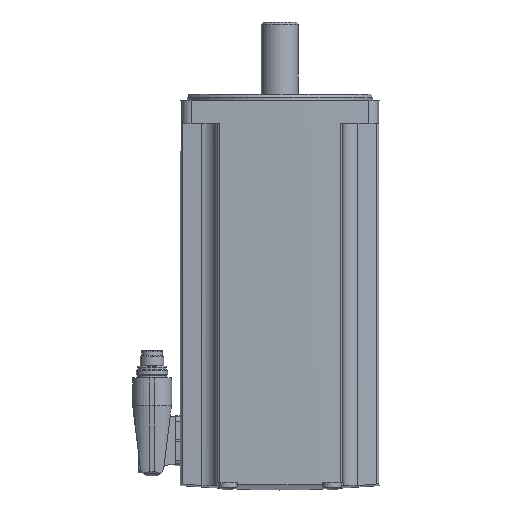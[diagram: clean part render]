
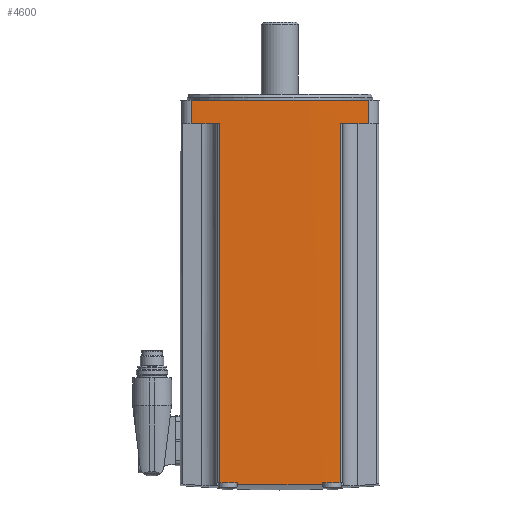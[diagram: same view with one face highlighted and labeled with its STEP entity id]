
A CAD part, left-side view. The second image highlights one B-rep face of the part: STEP entity #4600.
In plain terms, the highlighted cylindrical face has radius 1250.5 mm (diameter 2501 mm), a partial arc.
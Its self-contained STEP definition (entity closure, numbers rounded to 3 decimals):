
#89=B_SPLINE_CURVE_WITH_KNOTS('',3,(#7137,#7138,#7139,#7140),
 .UNSPECIFIED.,.F.,.F.,(4,4),(0.009,0.053),
 .UNSPECIFIED.);
#134=LINE('',#7114,#431);
#136=LINE('',#7120,#433);
#137=LINE('',#7125,#434);
#138=LINE('',#7129,#435);
#139=LINE('',#7130,#436);
#140=LINE('',#7135,#437);
#431=VECTOR('',#5575,1000.);
#433=VECTOR('',#5581,1000.);
#434=VECTOR('',#5584,1000.);
#435=VECTOR('',#5587,1000.);
#436=VECTOR('',#5588,1000.);
#437=VECTOR('',#5593,1000.);
#729=CYLINDRICAL_SURFACE('',#4937,1250.5);
#876=ORIENTED_EDGE('',*,*,#2184,.F.);
#877=ORIENTED_EDGE('',*,*,#2185,.F.);
#878=ORIENTED_EDGE('',*,*,#2186,.T.);
#879=ORIENTED_EDGE('',*,*,#2187,.T.);
#880=ORIENTED_EDGE('',*,*,#2188,.F.);
#881=ORIENTED_EDGE('',*,*,#2168,.F.);
#882=ORIENTED_EDGE('',*,*,#2189,.T.);
#883=ORIENTED_EDGE('',*,*,#2190,.T.);
#884=ORIENTED_EDGE('',*,*,#2181,.F.);
#885=ORIENTED_EDGE('',*,*,#2191,.F.);
#886=ORIENTED_EDGE('',*,*,#2192,.F.);
#887=ORIENTED_EDGE('',*,*,#2193,.T.);
#2168=EDGE_CURVE('',#2822,#2823,#3294,.T.);
#2181=EDGE_CURVE('',#2834,#2836,#134,.T.);
#2184=EDGE_CURVE('',#2838,#2839,#136,.F.);
#2185=EDGE_CURVE('',#2840,#2838,#3308,.F.);
#2186=EDGE_CURVE('',#2840,#2841,#137,.T.);
#2187=EDGE_CURVE('',#2841,#2842,#3309,.T.);
#2188=EDGE_CURVE('',#2823,#2842,#138,.T.);
#2189=EDGE_CURVE('',#2822,#2843,#139,.T.);
#2190=EDGE_CURVE('',#2843,#2836,#3310,.T.);
#2191=EDGE_CURVE('',#2844,#2834,#3311,.F.);
#2192=EDGE_CURVE('',#2845,#2844,#140,.T.);
#2193=EDGE_CURVE('',#2845,#2839,#89,.T.);
#2822=VERTEX_POINT('',#7086);
#2823=VERTEX_POINT('',#7088);
#2834=VERTEX_POINT('',#7112);
#2836=VERTEX_POINT('',#7115);
#2838=VERTEX_POINT('',#7121);
#2839=VERTEX_POINT('',#7122);
#2840=VERTEX_POINT('',#7124);
#2841=VERTEX_POINT('',#7126);
#2842=VERTEX_POINT('',#7128);
#2843=VERTEX_POINT('',#7131);
#2844=VERTEX_POINT('',#7134);
#2845=VERTEX_POINT('',#7136);
#3294=CIRCLE('',#4922,1250.5);
#3308=CIRCLE('',#4938,1250.5);
#3309=CIRCLE('',#4939,1250.5);
#3310=CIRCLE('',#4940,1250.5);
#3311=CIRCLE('',#4941,1250.5);
#3585=EDGE_LOOP('',(#876,#877,#878,#879,#880,#881,#882,#883,#884,#885,#886,
#887));
#4026=FACE_BOUND('',#3585,.T.);
#4600=ADVANCED_FACE('',(#4026),#729,.T.);
#4922=AXIS2_PLACEMENT_3D('',#7087,#5547,#5548);
#4937=AXIS2_PLACEMENT_3D('',#7119,#5579,#5580);
#4938=AXIS2_PLACEMENT_3D('',#7123,#5582,#5583);
#4939=AXIS2_PLACEMENT_3D('',#7127,#5585,#5586);
#4940=AXIS2_PLACEMENT_3D('',#7132,#5589,#5590);
#4941=AXIS2_PLACEMENT_3D('',#7133,#5591,#5592);
#5547=DIRECTION('',(0.,0.,1.));
#5548=DIRECTION('',(1.,0.,0.));
#5575=DIRECTION('',(0.,0.,1.));
#5579=DIRECTION('',(0.,0.,1.));
#5580=DIRECTION('',(1.,0.,0.));
#5581=DIRECTION('',(0.,0.,1.));
#5582=DIRECTION('',(0.,0.,1.));
#5583=DIRECTION('',(1.,0.,0.));
#5584=DIRECTION('',(0.,0.,1.));
#5585=DIRECTION('',(0.,0.,1.));
#5586=DIRECTION('',(1.,0.,0.));
#5587=DIRECTION('',(0.,0.,-1.));
#5588=DIRECTION('',(0.,0.,-1.));
#5589=DIRECTION('',(0.,0.,1.));
#5590=DIRECTION('',(1.,0.,0.));
#5591=DIRECTION('',(0.,0.,1.));
#5592=DIRECTION('',(1.,0.,0.));
#5593=DIRECTION('',(0.,0.,1.));
#7086=CARTESIAN_POINT('',(-50.177,45.362,0.));
#7087=CARTESIAN_POINT('',(1199.5,0.,0.));
#7088=CARTESIAN_POINT('',(-50.177,-45.362,0.));
#7112=CARTESIAN_POINT('',(-50.619,30.865,-196.));
#7114=CARTESIAN_POINT('',(-50.619,30.865,-204.));
#7115=CARTESIAN_POINT('',(-50.619,30.865,-12.));
#7119=CARTESIAN_POINT('',(1199.5,0.,-204.));
#7120=CARTESIAN_POINT('',(-50.811,-21.75,-204.));
#7121=CARTESIAN_POINT('',(-50.811,-21.75,-196.));
#7122=CARTESIAN_POINT('',(-50.811,-21.75,-197.063));
#7123=CARTESIAN_POINT('',(1199.5,0.,-196.));
#7124=CARTESIAN_POINT('',(-50.619,-30.865,-196.));
#7125=CARTESIAN_POINT('',(-50.619,-30.865,-204.));
#7126=CARTESIAN_POINT('',(-50.619,-30.865,-12.));
#7127=CARTESIAN_POINT('',(1199.5,0.,-12.));
#7128=CARTESIAN_POINT('',(-50.177,-45.362,-12.));
#7129=CARTESIAN_POINT('',(-50.177,-45.362,0.));
#7130=CARTESIAN_POINT('',(-50.177,45.362,0.));
#7131=CARTESIAN_POINT('',(-50.177,45.362,-12.));
#7132=CARTESIAN_POINT('',(1199.5,0.,-12.));
#7133=CARTESIAN_POINT('',(1199.5,0.,-196.));
#7134=CARTESIAN_POINT('',(-50.811,21.75,-196.));
#7135=CARTESIAN_POINT('',(-50.811,21.75,-204.));
#7136=CARTESIAN_POINT('',(-50.811,21.75,-197.063));
#7137=CARTESIAN_POINT('',(-50.811,21.75,-197.063));
#7138=CARTESIAN_POINT('',(-51.063,7.25,-197.646));
#7139=CARTESIAN_POINT('',(-51.063,-7.25,-197.646));
#7140=CARTESIAN_POINT('',(-50.811,-21.75,-197.063));
